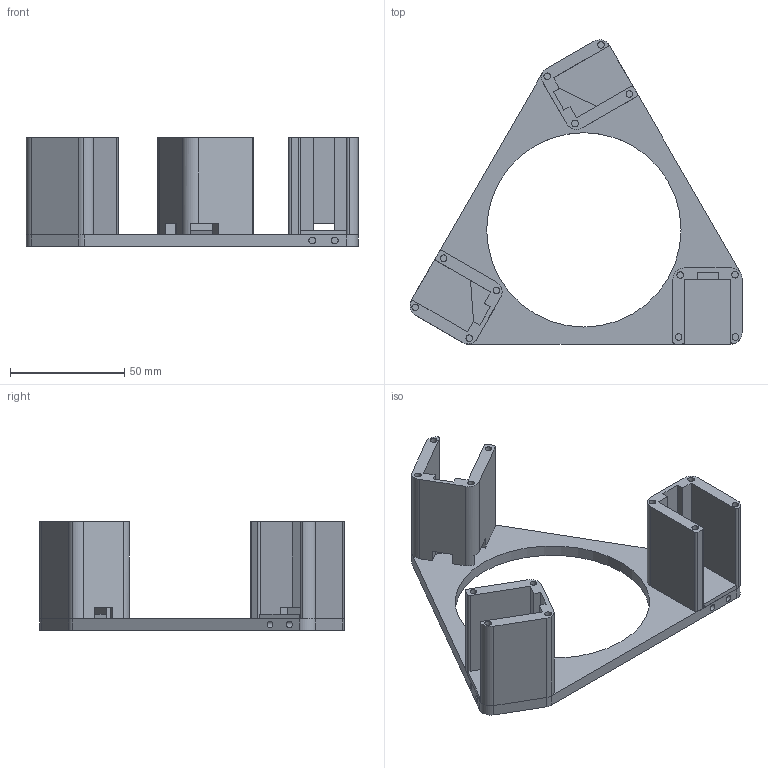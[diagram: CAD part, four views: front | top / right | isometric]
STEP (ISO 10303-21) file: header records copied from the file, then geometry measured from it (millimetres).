
FILE_DESCRIPTION( ('This file contains a STEP AP42 implementation' ,'as created by ZW3D STEP Interface translator.' ,'') ,'2;1' );
FILE_NAME( '菁釱.stp' ,'25 113.194340', (''), ('ZWCAD Software Co.'), 'Version 1.0', 'ZW3D to STEP translator', '' );
FILE_SCHEMA(('AUTOMOTIVE_DESIGN { 1 0 10303 214 1 1 1 1 }'));
Length unit declared in the file: millimetre
Products named in the file (1): 0
Bounding box: 145.21 x 133.07 x 47.5 mm (x, y, z)
Volume: 83135.7 mm3; surface area: 47148.5 mm2
Topology: 7 solids, 7 shells, 143 faces, 464 edges, 491 vertices
Faces by surface type: plane 97, cylinder 46
Full cylindrical faces by diameter (mm): 2.9 x18, 85 x1
Entity records: 5014 total; most frequent: DIRECTION 840, CARTESIAN_POINT 829, ORIENTED_EDGE 660, VECTOR 368, LINE 368, EDGE_CURVE 330, AXIS2_PLACEMENT_3D 236, VERTEX_POINT 219
